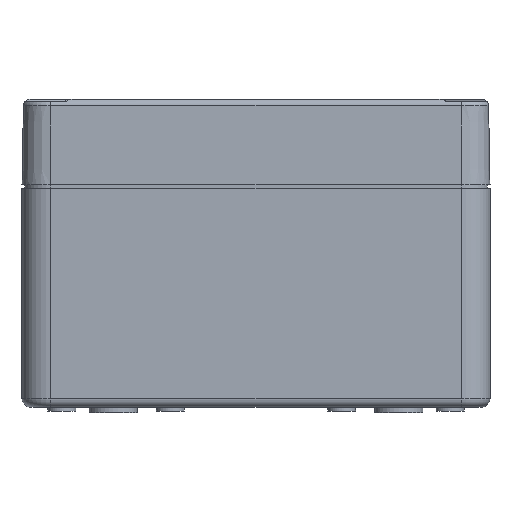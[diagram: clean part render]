
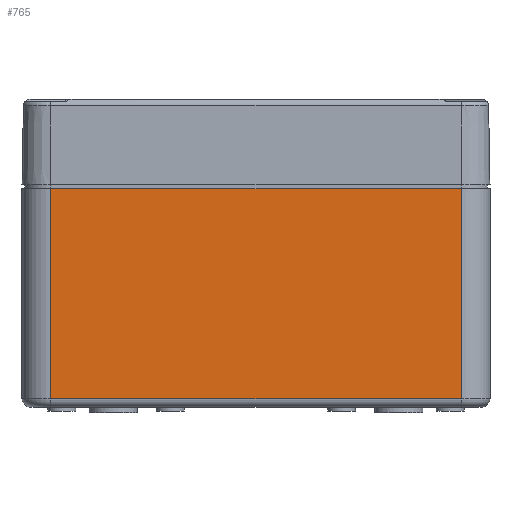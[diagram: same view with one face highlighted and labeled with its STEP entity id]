
A CAD part, front view. The second image highlights one B-rep face of the part: STEP entity #765.
In plain terms, the highlighted planar face has unit normal (0, -1, 0).
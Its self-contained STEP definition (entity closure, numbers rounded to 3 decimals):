
#765 = ADVANCED_FACE( '', ( #2090 ), #2091, .F. );
#2090 = FACE_OUTER_BOUND( '', #4146, .T. );
#2091 = PLANE( '', #4147 );
#4146 = EDGE_LOOP( '', ( #6245, #6246, #6247, #6248 ) );
#4147 = AXIS2_PLACEMENT_3D( '', #6249, #6250, #6251 );
#6245 = ORIENTED_EDGE( '', *, *, #11845, .F. );
#6246 = ORIENTED_EDGE( '', *, *, #11846, .T. );
#6247 = ORIENTED_EDGE( '', *, *, #11847, .F. );
#6248 = ORIENTED_EDGE( '', *, *, #11848, .F. );
#6249 = CARTESIAN_POINT( '', ( 36., -61., 0. ) );
#6250 = DIRECTION( '', ( 0., 1., 0. ) );
#6251 = DIRECTION( '', ( 0., 0., 1. ) );
#11845 = EDGE_CURVE( '', #14076, #14077, #14078, .T. );
#11846 = EDGE_CURVE( '', #14076, #14079, #14080, .T. );
#11847 = EDGE_CURVE( '', #14081, #14079, #14082, .T. );
#11848 = EDGE_CURVE( '', #14077, #14081, #14083, .T. );
#14076 = VERTEX_POINT( '', #17343 );
#14077 = VERTEX_POINT( '', #17344 );
#14078 = LINE( '', #17345, #17346 );
#14079 = VERTEX_POINT( '', #17347 );
#14080 = LINE( '', #17348, #17349 );
#14081 = VERTEX_POINT( '', #17350 );
#14082 = LINE( '', #17351, #17352 );
#14083 = LINE( '', #17353, #17354 );
#17343 = CARTESIAN_POINT( '', ( -36., -61., -1.7 ) );
#17344 = CARTESIAN_POINT( '', ( 36., -61., -1.7 ) );
#17345 = CARTESIAN_POINT( '', ( 36., -61., -1.7 ) );
#17346 = VECTOR( '', #22317, 1000. );
#17347 = CARTESIAN_POINT( '', ( -36., -61., -38.5 ) );
#17348 = CARTESIAN_POINT( '', ( -36., -61., 0. ) );
#17349 = VECTOR( '', #22318, 1000. );
#17350 = CARTESIAN_POINT( '', ( 36., -61., -38.5 ) );
#17351 = CARTESIAN_POINT( '', ( 36., -61., -38.5 ) );
#17352 = VECTOR( '', #22319, 1000. );
#17353 = CARTESIAN_POINT( '', ( 36., -61., 0. ) );
#17354 = VECTOR( '', #22320, 1000. );
#22317 = DIRECTION( '', ( 1., 0., 0. ) );
#22318 = DIRECTION( '', ( 0., 0., -1. ) );
#22319 = DIRECTION( '', ( -1., 0., 0. ) );
#22320 = DIRECTION( '', ( 0., 0., -1. ) );
